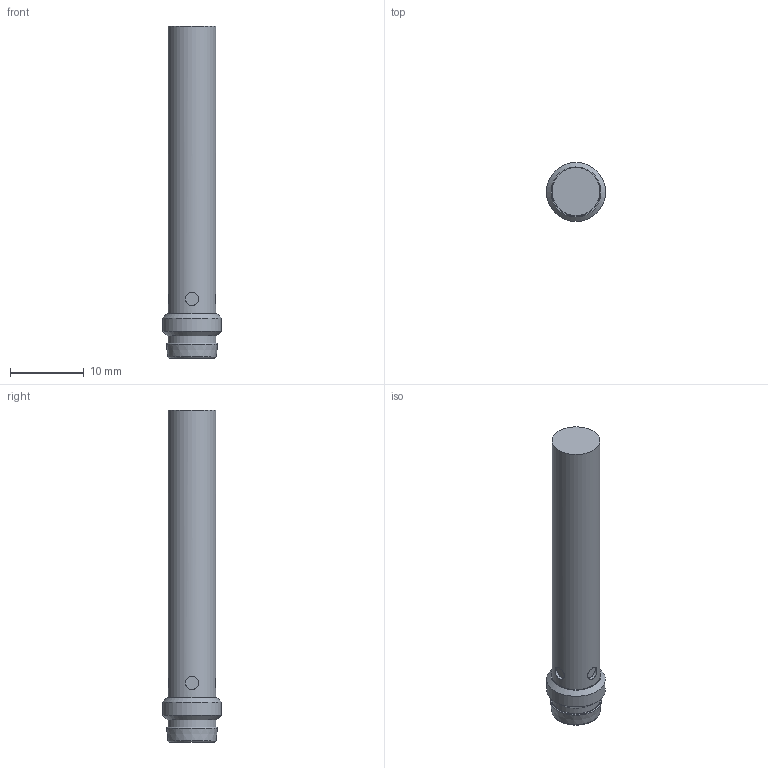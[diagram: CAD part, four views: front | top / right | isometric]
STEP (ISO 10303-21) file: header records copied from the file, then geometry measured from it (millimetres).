
FILE_DESCRIPTION(/* description */ ('STEP AP214'),/* implementation_level */ '2;1');
FILE_NAME(/* name */ '150381_SIEN-65B-NO-S-L',/* time_stamp */ '2024-09-15T05:20:58+02:00',/* author */ ('License CC BY-ND 4.0'),/* organization */ ('CADENAS'),/* preprocessor_version */ 'ST-DEVELOPER v19.3',/* originating_system */ 'PARTsolutions',/* authorisation */ ' ');
FILE_SCHEMA (('AUTOMOTIVE_DESIGN {1 0 10303 214 3 1 1}'));
Length unit declared in the file: millimetre
Products named in the file (2): 150381 SIEN-6,5B-NO-S-L---(0_0); 150381 SIEN-6,5B-NO-S-Lp---(0_0)
Assembly tree (1 placements, depth 2):
  150381 SIEN-6,5B-NO-S-L---(0_0)
    150381 SIEN-6,5B-NO-S-Lp---(0_0)
Bounding box: 8 x 8 x 45 mm (x, y, z)
Volume: 1414.3 mm3; surface area: 1162.1 mm2
Topology: 1 solids, 1 shells, 29 faces, 47 edges, 30 vertices
Faces by surface type: plane 13, cylinder 11, cone 3, torus 2
Full cylindrical faces by diameter (mm): 1 x3, 1.8 x4, 5.8 x1, 6.5 x2, 8 x1
Entity records: 651 total; most frequent: CARTESIAN_POINT 127, DIRECTION 110, ORIENTED_EDGE 56, EDGE_LOOP 56, FACE_BOUND 56, AXIS2_PLACEMENT_3D 55, ADVANCED_FACE 29, EDGE_CURVE 28
